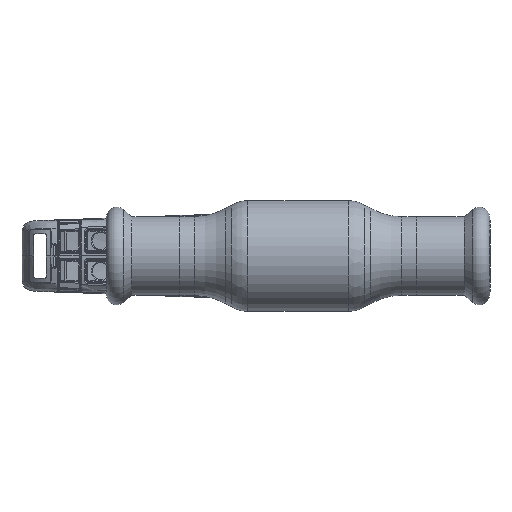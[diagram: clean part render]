
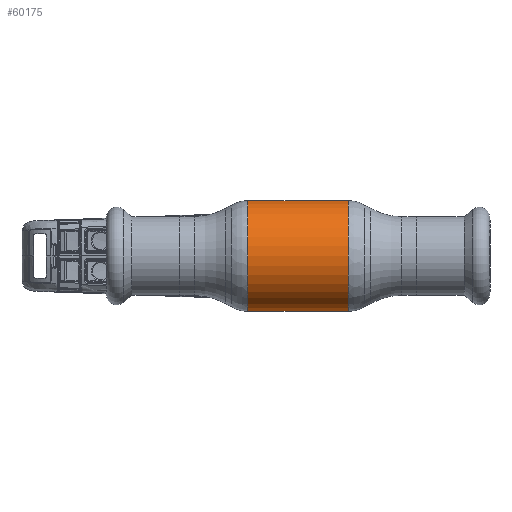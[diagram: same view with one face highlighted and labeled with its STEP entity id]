
A CAD part, front view. The second image highlights one B-rep face of the part: STEP entity #60175.
In plain terms, the highlighted cylindrical face has radius 15 mm (diameter 30 mm), a partial arc.
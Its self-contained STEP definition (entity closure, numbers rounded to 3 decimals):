
#470 = DIRECTION ( 'NONE',  ( -1., 0., 0. ) ) ;
#2339 = VECTOR ( 'NONE', #17646, 1000. ) ;
#3725 = CARTESIAN_POINT ( 'NONE',  ( -13.588, 0., 15. ) ) ;
#4888 = AXIS2_PLACEMENT_3D ( 'NONE', #43923, #470, #43924 ) ;
#5263 = DIRECTION ( 'NONE',  ( -1., 0., 0. ) ) ;
#7450 = CARTESIAN_POINT ( 'NONE',  ( -62.69, 0., 0. ) ) ;
#10059 = LINE ( 'NONE', #40167, #2339 ) ;
#11008 = VERTEX_POINT ( 'NONE', #69991 ) ;
#13526 = CIRCLE ( 'NONE', #67097, 15. ) ;
#13719 = EDGE_CURVE ( 'NONE', #48790, #55227, #13526, .T. ) ;
#14677 = VECTOR ( 'NONE', #34140, 1000. ) ;
#16072 = CARTESIAN_POINT ( 'NONE',  ( -13.588, 0., -15. ) ) ;
#17646 = DIRECTION ( 'NONE',  ( -1., 0., 0. ) ) ;
#18706 = EDGE_CURVE ( 'NONE', #11008, #48790, #44141, .T. ) ;
#22265 = ORIENTED_EDGE ( 'NONE', *, *, #13719, .F. ) ;
#23920 = DIRECTION ( 'NONE',  ( -1., 0., 0. ) ) ;
#24038 = CYLINDRICAL_SURFACE ( 'NONE', #70607, 15. ) ;
#33879 = ORIENTED_EDGE ( 'NONE', *, *, #18706, .F. ) ;
#34140 = DIRECTION ( 'NONE',  ( -1., 0., 0. ) ) ;
#35269 = DIRECTION ( 'NONE',  ( 0., 0., 1. ) ) ;
#36046 = ORIENTED_EDGE ( 'NONE', *, *, #56317, .T. ) ;
#40167 = CARTESIAN_POINT ( 'NONE',  ( -62.69, 0., 15. ) ) ;
#43923 = CARTESIAN_POINT ( 'NONE',  ( 13.588, 0., 0. ) ) ;
#43924 = DIRECTION ( 'NONE',  ( 0., 0., 1. ) ) ;
#44141 = LINE ( 'NONE', #67259, #14677 ) ;
#44962 = VERTEX_POINT ( 'NONE', #59243 ) ;
#46672 = ORIENTED_EDGE ( 'NONE', *, *, #46705, .T. ) ;
#46705 = EDGE_CURVE ( 'NONE', #11008, #44962, #50851, .T. ) ;
#48790 = VERTEX_POINT ( 'NONE', #16072 ) ;
#50851 = CIRCLE ( 'NONE', #4888, 15. ) ;
#55227 = VERTEX_POINT ( 'NONE', #3725 ) ;
#56317 = EDGE_CURVE ( 'NONE', #44962, #55227, #10059, .T. ) ;
#59243 = CARTESIAN_POINT ( 'NONE',  ( 13.588, 0., 15. ) ) ;
#60175 = ADVANCED_FACE ( 'NONE', ( #71634 ), #24038, .T. ) ;
#60684 = DIRECTION ( 'NONE',  ( 0., 0., 1. ) ) ;
#67097 = AXIS2_PLACEMENT_3D ( 'NONE', #71733, #5263, #60684 ) ;
#67259 = CARTESIAN_POINT ( 'NONE',  ( -62.69, 0., -15. ) ) ;
#67770 = EDGE_LOOP ( 'NONE', ( #33879, #46672, #36046, #22265 ) ) ;
#69991 = CARTESIAN_POINT ( 'NONE',  ( 13.588, 0., -15. ) ) ;
#70607 = AXIS2_PLACEMENT_3D ( 'NONE', #7450, #23920, #35269 ) ;
#71634 = FACE_OUTER_BOUND ( 'NONE', #67770, .T. ) ;
#71733 = CARTESIAN_POINT ( 'NONE',  ( -13.588, 0., 0. ) ) ;
